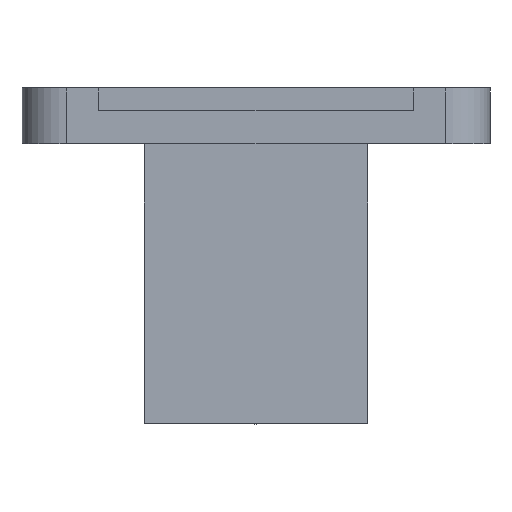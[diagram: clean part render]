
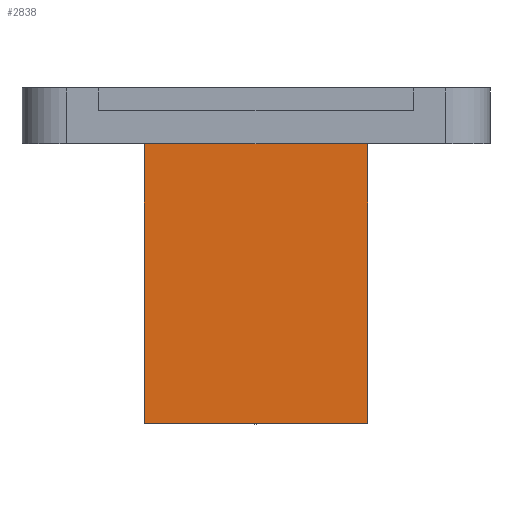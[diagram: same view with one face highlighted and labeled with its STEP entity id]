
A CAD part, front view. The second image highlights one B-rep face of the part: STEP entity #2838.
In plain terms, the highlighted planar face has unit normal (0, -1, 0).
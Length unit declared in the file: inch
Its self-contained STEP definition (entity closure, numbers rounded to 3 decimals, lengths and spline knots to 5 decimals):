
#172 = VECTOR ( 'NONE', #2462, 39.37008 ) ;
#283 = DIRECTION ( 'NONE',  ( 0., 0., -1. ) ) ;
#374 = VERTEX_POINT ( 'NONE', #1364 ) ;
#633 = VECTOR ( 'NONE', #641, 39.37008 ) ;
#641 = DIRECTION ( 'NONE',  ( -1., 0., 0. ) ) ;
#676 = ORIENTED_EDGE ( 'NONE', *, *, #2185, .T. ) ;
#691 = LINE ( 'NONE', #2792, #994 ) ;
#871 = VERTEX_POINT ( 'NONE', #3211 ) ;
#887 = ORIENTED_EDGE ( 'NONE', *, *, #2369, .T. ) ;
#960 = EDGE_CURVE ( 'NONE', #4378, #2822, #1062, .T. ) ;
#994 = VECTOR ( 'NONE', #2426, 39.37008 ) ;
#1062 = LINE ( 'NONE', #3563, #172 ) ;
#1132 = LINE ( 'NONE', #2162, #2885 ) ;
#1209 = AXIS2_PLACEMENT_3D ( 'NONE', #3092, #4462, #283 ) ;
#1292 = LINE ( 'NONE', #1335, #633 ) ;
#1335 = CARTESIAN_POINT ( 'NONE',  ( 0., -0.25, -0.25 ) ) ;
#1364 = CARTESIAN_POINT ( 'NONE',  ( -0.5, -0.25, -0.25 ) ) ;
#1899 = EDGE_CURVE ( 'NONE', #871, #374, #691, .T. ) ;
#2104 = CARTESIAN_POINT ( 'NONE',  ( 0.5, -0.25, -0.25 ) ) ;
#2134 = EDGE_LOOP ( 'NONE', ( #2730, #887, #2456, #676 ) ) ;
#2162 = CARTESIAN_POINT ( 'NONE',  ( -0.5, -0.25, -1.5 ) ) ;
#2185 = EDGE_CURVE ( 'NONE', #871, #4378, #1132, .T. ) ;
#2369 = EDGE_CURVE ( 'NONE', #2822, #374, #1292, .T. ) ;
#2426 = DIRECTION ( 'NONE',  ( 0., 0., 1. ) ) ;
#2456 = ORIENTED_EDGE ( 'NONE', *, *, #1899, .F. ) ;
#2462 = DIRECTION ( 'NONE',  ( 0., 0., 1. ) ) ;
#2473 = FACE_OUTER_BOUND ( 'NONE', #2134, .T. ) ;
#2730 = ORIENTED_EDGE ( 'NONE', *, *, #960, .T. ) ;
#2792 = CARTESIAN_POINT ( 'NONE',  ( -0.5, -0.25, -1.5 ) ) ;
#2822 = VERTEX_POINT ( 'NONE', #2104 ) ;
#2838 = ADVANCED_FACE ( 'NONE', ( #2473 ), #3856, .T. ) ;
#2885 = VECTOR ( 'NONE', #2898, 39.37008 ) ;
#2898 = DIRECTION ( 'NONE',  ( 1., 0., 0. ) ) ;
#3092 = CARTESIAN_POINT ( 'NONE',  ( -0.5, -0.25, -1.5 ) ) ;
#3211 = CARTESIAN_POINT ( 'NONE',  ( -0.5, -0.25, -1.5 ) ) ;
#3563 = CARTESIAN_POINT ( 'NONE',  ( 0.5, -0.25, -1.5 ) ) ;
#3856 = PLANE ( 'NONE',  #1209 ) ;
#4025 = CARTESIAN_POINT ( 'NONE',  ( 0.5, -0.25, -1.5 ) ) ;
#4378 = VERTEX_POINT ( 'NONE', #4025 ) ;
#4462 = DIRECTION ( 'NONE',  ( 0., -1., 0. ) ) ;
